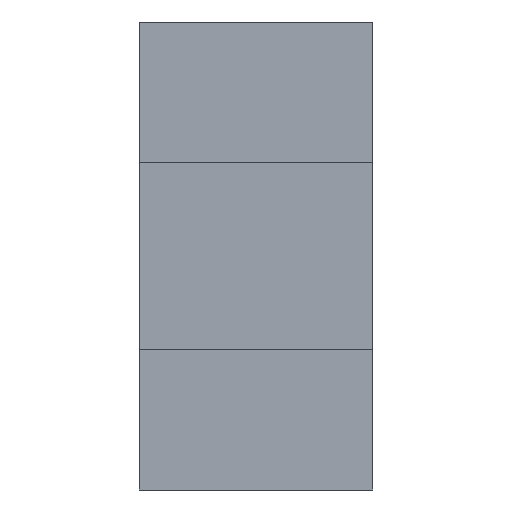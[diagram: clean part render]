
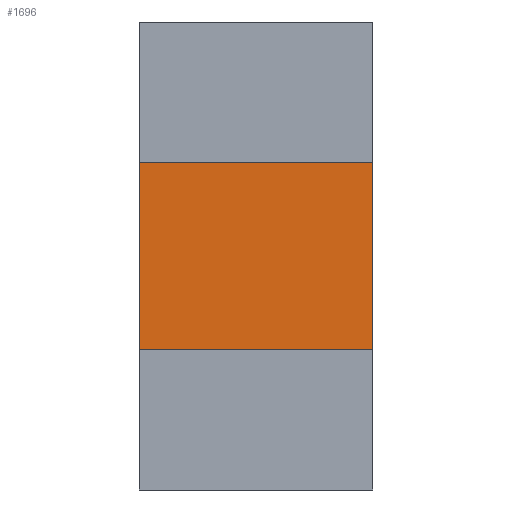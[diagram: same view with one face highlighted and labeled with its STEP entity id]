
A CAD part, left-side view. The second image highlights one B-rep face of the part: STEP entity #1696.
In plain terms, the highlighted planar face has unit normal (-1, 0, 0).
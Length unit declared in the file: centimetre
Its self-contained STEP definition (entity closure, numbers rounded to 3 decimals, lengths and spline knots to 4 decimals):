
#125=FACE_OUTER_BOUND('',#225,.T.);
#225=EDGE_LOOP('',(#1410,#1411,#1412,#1413));
#429=LINE('',#2618,#630);
#471=LINE('',#2711,#672);
#473=LINE('',#2715,#674);
#474=LINE('',#2716,#675);
#630=VECTOR('',#2105,1.);
#672=VECTOR('',#2183,1.);
#674=VECTOR('',#2187,1.);
#675=VECTOR('',#2188,1.);
#809=VERTEX_POINT('',#2615);
#810=VERTEX_POINT('',#2617);
#843=VERTEX_POINT('',#2710);
#844=VERTEX_POINT('',#2714);
#1008=EDGE_CURVE('',#809,#810,#429,.T.);
#1058=EDGE_CURVE('',#843,#809,#471,.T.);
#1060=EDGE_CURVE('',#844,#810,#473,.T.);
#1061=EDGE_CURVE('',#844,#843,#474,.T.);
#1410=ORIENTED_EDGE('',*,*,#1060,.T.);
#1411=ORIENTED_EDGE('',*,*,#1008,.F.);
#1412=ORIENTED_EDGE('',*,*,#1058,.F.);
#1413=ORIENTED_EDGE('',*,*,#1061,.F.);
#1615=PLANE('',#1807);
#1696=ADVANCED_FACE('',(#125),#1615,.T.);
#1807=AXIS2_PLACEMENT_3D('',#2713,#2185,#2186);
#2105=DIRECTION('',(0.,0.,1.));
#2183=DIRECTION('',(0.,1.,0.));
#2185=DIRECTION('center_axis',(-1.,0.,0.));
#2186=DIRECTION('ref_axis',(0.,0.,1.));
#2187=DIRECTION('',(0.,1.,0.));
#2188=DIRECTION('',(0.,0.,-1.));
#2615=CARTESIAN_POINT('',(-0.762,1.27,-1.524));
#2617=CARTESIAN_POINT('',(-0.762,1.27,-1.016));
#2618=CARTESIAN_POINT('',(-0.762,1.27,-1.524));
#2710=CARTESIAN_POINT('',(-0.762,0.635,-1.524));
#2711=CARTESIAN_POINT('',(-0.762,0.,-1.524));
#2713=CARTESIAN_POINT('Origin',(-0.762,0.,-1.524));
#2714=CARTESIAN_POINT('',(-0.762,0.635,-1.016));
#2715=CARTESIAN_POINT('',(-0.762,0.,-1.016));
#2716=CARTESIAN_POINT('',(-0.762,0.635,-1.397));
